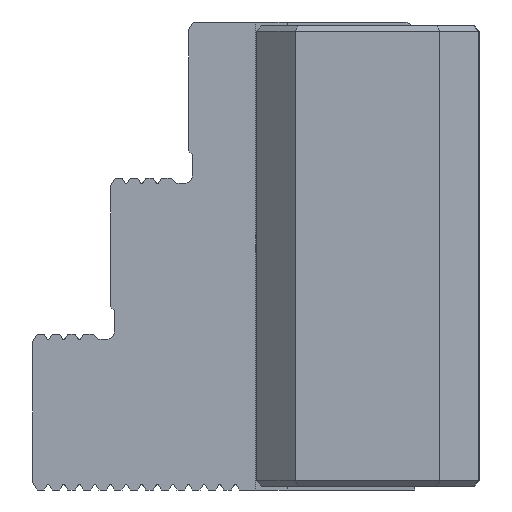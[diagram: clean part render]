
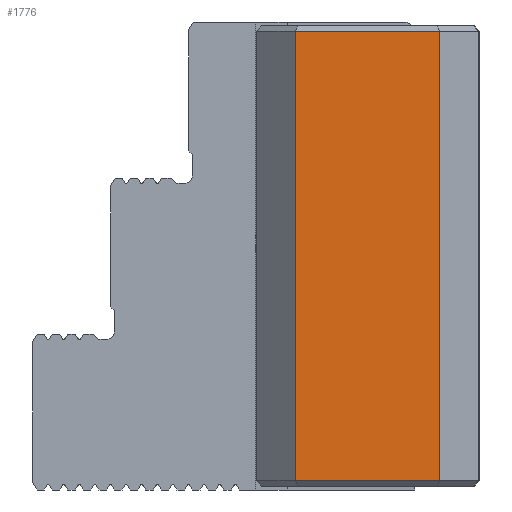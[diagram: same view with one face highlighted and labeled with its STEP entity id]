
A CAD part, left-side view. The second image highlights one B-rep face of the part: STEP entity #1776.
In plain terms, the highlighted planar face has unit normal (-1, 0, 0).
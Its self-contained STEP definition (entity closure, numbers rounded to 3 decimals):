
#1384=CARTESIAN_POINT('',(-67.341,-29.306,58.8));
#1385=VERTEX_POINT('',#1384);
#1415=CARTESIAN_POINT('',(-67.341,-10.806,58.8));
#1416=VERTEX_POINT('',#1415);
#1423=CARTESIAN_POINT('',(-67.341,-10.806,58.8));
#1424=DIRECTION('',(0.0,-1.0,0.0));
#1425=VECTOR('',#1424,18.5);
#1426=LINE('',#1423,#1425);
#1427=EDGE_CURVE('',#1416,#1385,#1426,.T.);
#1645=CARTESIAN_POINT('',(-67.341,-10.806,1.2));
#1646=VERTEX_POINT('',#1645);
#1669=CARTESIAN_POINT('',(-67.341,-29.306,1.2));
#1670=VERTEX_POINT('',#1669);
#1677=CARTESIAN_POINT('',(-67.341,-29.306,1.2));
#1678=DIRECTION('',(0.0,1.0,0.0));
#1679=VECTOR('',#1678,18.5);
#1680=LINE('',#1677,#1679);
#1681=EDGE_CURVE('',#1670,#1646,#1680,.T.);
#1751=CARTESIAN_POINT('',(-67.341,-10.806,58.8));
#1752=DIRECTION('',(0.0,0.0,-1.0));
#1753=VECTOR('',#1752,57.6);
#1754=LINE('',#1751,#1753);
#1755=EDGE_CURVE('',#1416,#1646,#1754,.T.);
#1760=CARTESIAN_POINT('',(-67.341,-10.806,59.5));
#1761=DIRECTION('',(-1.0,0.0,0.0));
#1762=DIRECTION('',(0.0,0.0,-1.0));
#1763=AXIS2_PLACEMENT_3D('',#1760,#1761,#1762);
#1764=PLANE('',#1763);
#1765=ORIENTED_EDGE('',*,*,#1427,.F.);
#1766=ORIENTED_EDGE('',*,*,#1755,.T.);
#1767=ORIENTED_EDGE('',*,*,#1681,.F.);
#1768=CARTESIAN_POINT('',(-67.341,-29.306,58.8));
#1769=DIRECTION('',(0.0,0.0,-1.0));
#1770=VECTOR('',#1769,57.6);
#1771=LINE('',#1768,#1770);
#1772=EDGE_CURVE('',#1385,#1670,#1771,.T.);
#1773=ORIENTED_EDGE('',*,*,#1772,.F.);
#1774=EDGE_LOOP('',(#1765,#1766,#1767,#1773));
#1775=FACE_OUTER_BOUND('',#1774,.T.);
#1776=ADVANCED_FACE('',(#1775),#1764,.T.);
